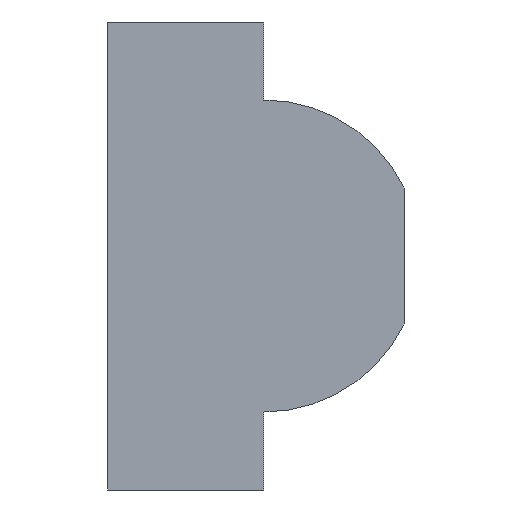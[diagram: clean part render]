
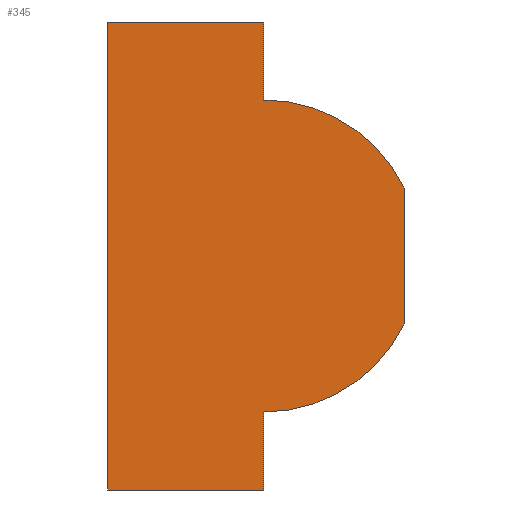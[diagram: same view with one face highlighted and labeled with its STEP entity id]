
A CAD part, front view. The second image highlights one B-rep face of the part: STEP entity #345.
In plain terms, the highlighted planar face has unit normal (0, -1, 0).
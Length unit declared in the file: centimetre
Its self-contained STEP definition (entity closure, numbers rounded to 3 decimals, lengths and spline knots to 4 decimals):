
#105=CIRCLE('',#352,0.1);
#107=CIRCLE('',#355,0.1);
#124=VERTEX_POINT('',#454);
#125=VERTEX_POINT('',#456);
#128=VERTEX_POINT('',#463);
#129=VERTEX_POINT('',#465);
#130=VERTEX_POINT('',#474);
#131=VERTEX_POINT('',#476);
#132=VERTEX_POINT('',#482);
#133=VERTEX_POINT('',#485);
#153=VECTOR('',#400,1.);
#157=VECTOR('',#406,1.);
#158=VECTOR('',#408,1.);
#162=VECTOR('',#413,1.);
#164=VECTOR('',#416,1.);
#184=LINE('',#469,#153);
#188=LINE('',#477,#157);
#189=LINE('',#479,#158);
#193=LINE('',#486,#162);
#195=LINE('',#489,#164);
#212=EDGE_CURVE('',#124,#125,#105,.T.);
#216=EDGE_CURVE('',#128,#129,#107,.T.);
#219=EDGE_CURVE('',#128,#125,#184,.T.);
#223=EDGE_CURVE('',#131,#130,#188,.T.);
#224=EDGE_CURVE('',#129,#131,#189,.T.);
#227=EDGE_CURVE('',#132,#124,#189,.T.);
#229=EDGE_CURVE('',#133,#132,#193,.T.);
#231=EDGE_CURVE('',#130,#133,#195,.T.);
#296=ORIENTED_EDGE('',*,*,#231,.F.);
#297=ORIENTED_EDGE('',*,*,#223,.F.);
#298=ORIENTED_EDGE('',*,*,#224,.F.);
#299=ORIENTED_EDGE('',*,*,#216,.F.);
#300=ORIENTED_EDGE('',*,*,#219,.T.);
#301=ORIENTED_EDGE('',*,*,#212,.F.);
#302=ORIENTED_EDGE('',*,*,#227,.F.);
#303=ORIENTED_EDGE('',*,*,#229,.F.);
#317=EDGE_LOOP('',(#296,#297,#298,#299,#300,#301,#302,#303));
#331=FACE_BOUND('',#317,.T.);
#345=ADVANCED_FACE('',(#331),#503,.F.);
#352=AXIS2_PLACEMENT_3D('',#455,#387,#388);
#355=AXIS2_PLACEMENT_3D('',#464,#395,#396);
#363=AXIS2_PLACEMENT_3D('',#491,#418,$);
#387=DIRECTION('',(0.,1.,0.));
#388=DIRECTION('',(0.1,0.,0.));
#395=DIRECTION('',(0.,1.,0.));
#396=DIRECTION('',(0.1,0.,0.));
#400=DIRECTION('',(0.,0.,1.));
#406=DIRECTION('',(-1.,0.,0.));
#408=DIRECTION('',(0.,0.,-1.));
#413=DIRECTION('',(1.,0.,0.));
#416=DIRECTION('',(0.,0.,1.));
#418=DIRECTION('',(0.,1.,0.));
#454=CARTESIAN_POINT('',(0.05,0.,0.1));
#455=CARTESIAN_POINT('',(0.05,0.,0.));
#456=CARTESIAN_POINT('',(0.14,0.,0.0436));
#463=CARTESIAN_POINT('',(0.14,0.,-0.0436));
#464=CARTESIAN_POINT('',(0.05,0.,0.));
#465=CARTESIAN_POINT('',(0.05,0.,-0.1));
#469=CARTESIAN_POINT('',(0.14,0.,-0.0436));
#474=CARTESIAN_POINT('',(-0.05,0.,-0.15));
#476=CARTESIAN_POINT('',(0.05,0.,-0.15));
#477=CARTESIAN_POINT('',(0.05,0.,-0.15));
#479=CARTESIAN_POINT('',(0.05,0.,0.15));
#482=CARTESIAN_POINT('',(0.05,0.,0.15));
#485=CARTESIAN_POINT('',(-0.05,0.,0.15));
#486=CARTESIAN_POINT('',(-0.05,0.,0.15));
#489=CARTESIAN_POINT('',(-0.05,0.,-0.15));
#491=CARTESIAN_POINT('',(0.,0.,0.));
#503=PLANE('',#363);
